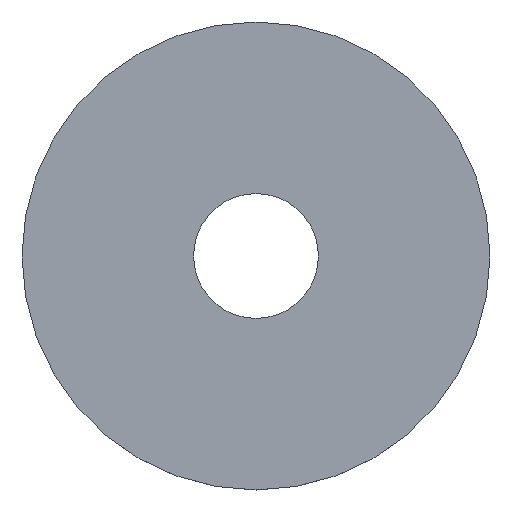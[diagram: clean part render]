
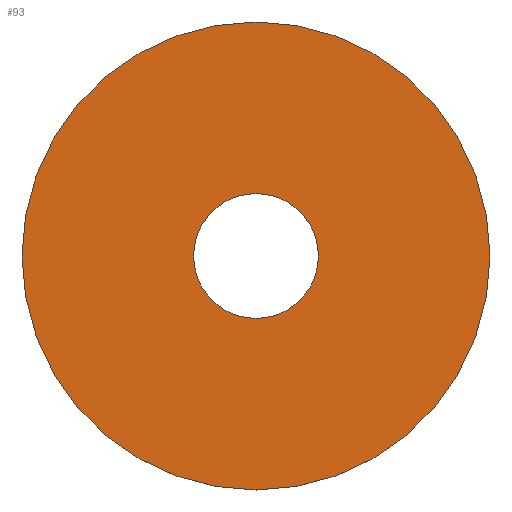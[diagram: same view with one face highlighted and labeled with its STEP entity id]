
A CAD part, top view. The second image highlights one B-rep face of the part: STEP entity #93.
In plain terms, the highlighted planar face has unit normal (0, 0, 1).
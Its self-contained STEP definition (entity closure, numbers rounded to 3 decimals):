
#3 = FACE_BOUND ( 'NONE', #50, .T. ) ;
#6 = CIRCLE ( 'NONE', #53, 4. ) ;
#14 = CARTESIAN_POINT ( 'NONE',  ( 0., 15., 1.2 ) ) ;
#16 = CARTESIAN_POINT ( 'NONE',  ( 0., 4., 1.2 ) ) ;
#17 = PLANE ( 'NONE',  #131 ) ;
#26 = EDGE_LOOP ( 'NONE', ( #47 ) ) ;
#37 = AXIS2_PLACEMENT_3D ( 'NONE', #108, #161, #105 ) ;
#38 = DIRECTION ( 'NONE',  ( 0., 0., 1. ) ) ;
#39 = VERTEX_POINT ( 'NONE', #14 ) ;
#42 = FACE_OUTER_BOUND ( 'NONE', #26, .T. ) ;
#44 = ORIENTED_EDGE ( 'NONE', *, *, #140, .T. ) ;
#47 = ORIENTED_EDGE ( 'NONE', *, *, #117, .F. ) ;
#50 = EDGE_LOOP ( 'NONE', ( #44 ) ) ;
#53 = AXIS2_PLACEMENT_3D ( 'NONE', #109, #59, #104 ) ;
#59 = DIRECTION ( 'NONE',  ( 0., 0., -1. ) ) ;
#65 = DIRECTION ( 'NONE',  ( 0., -1., 0. ) ) ;
#90 = VERTEX_POINT ( 'NONE', #16 ) ;
#93 = ADVANCED_FACE ( 'NONE', ( #3, #42 ), #17, .T. ) ;
#104 = DIRECTION ( 'NONE',  ( 0., 1., 0. ) ) ;
#105 = DIRECTION ( 'NONE',  ( 0., 1., 0. ) ) ;
#108 = CARTESIAN_POINT ( 'NONE',  ( 0., 0., 1.2 ) ) ;
#109 = CARTESIAN_POINT ( 'NONE',  ( 0., 0., 1.2 ) ) ;
#117 = EDGE_CURVE ( 'NONE', #39, #39, #156, .T. ) ;
#119 = CARTESIAN_POINT ( 'NONE',  ( 0., 4., 1.2 ) ) ;
#131 = AXIS2_PLACEMENT_3D ( 'NONE', #119, #38, #65 ) ;
#140 = EDGE_CURVE ( 'NONE', #90, #90, #6, .T. ) ;
#156 = CIRCLE ( 'NONE', #37, 15. ) ;
#161 = DIRECTION ( 'NONE',  ( 0., 0., -1. ) ) ;
